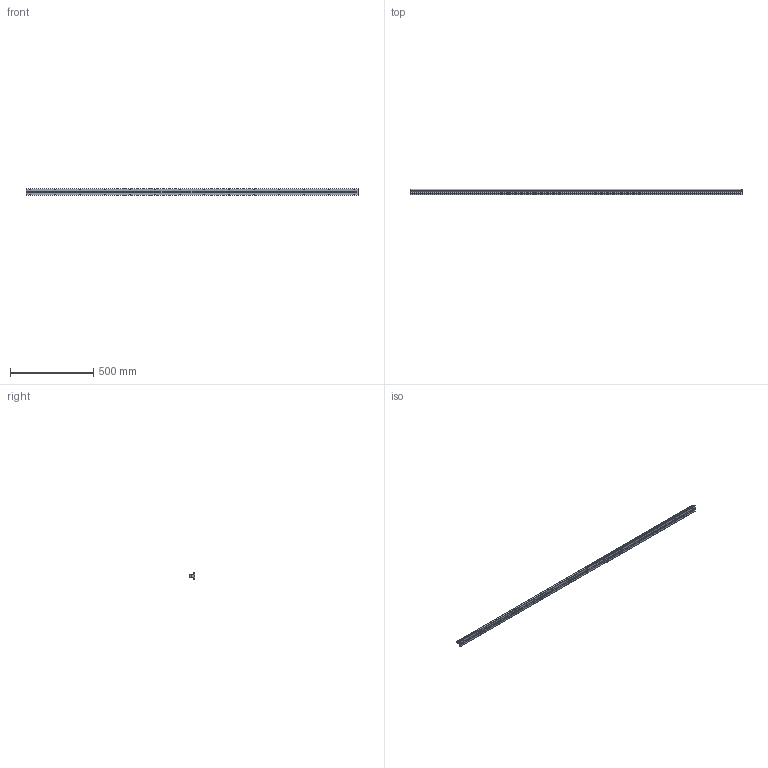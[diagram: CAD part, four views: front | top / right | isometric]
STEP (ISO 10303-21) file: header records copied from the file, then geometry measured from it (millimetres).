
FILE_DESCRIPTION (( 'STEP AP214' ), '1' );
FILE_NAME ('SBR16 2000L N=25.STEP', '2018-01-02T14:47:12', ( '砐錪賧瘔蠈錪 Windows' ), ( '' ), 'SwSTEP 2.0', 'SolidWorks 2016', '' );
FILE_SCHEMA (( 'AUTOMOTIVE_DESIGN' ));
Length unit declared in the file: millimetre
Products named in the file (1): SBR16 2000L N=25
Bounding box: 2000 x 33 x 40 mm (x, y, z)
Volume: 1183000.5 mm3; surface area: 334932.4 mm2
Topology: 16 solids, 16 shells, 768 faces, 1994 edges, 1230 vertices
Faces by surface type: cylinder 375, plane 277, cone 60, torus 56
Entity records: 28845 total; most frequent: CARTESIAN_POINT 6177, ORIENTED_EDGE 3932, DIRECTION 3726, EDGE_CURVE 1966, AXIS2_PLACEMENT_3D 1411, VERTEX_POINT 1230, LINE 904, VECTOR 904
